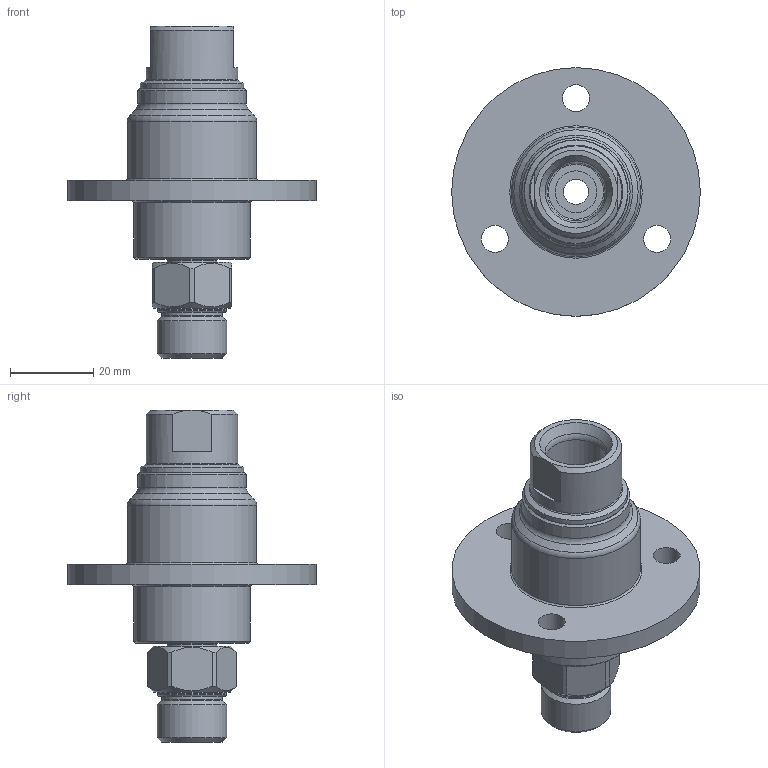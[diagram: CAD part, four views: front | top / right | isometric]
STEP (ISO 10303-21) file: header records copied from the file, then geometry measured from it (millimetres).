
FILE_DESCRIPTION(/* description */ (''),/* implementation_level */ '2;1');
FILE_NAME(/* name */ '38.907.stp',/* time_stamp */ '2024-09-18T11:03:41+02:00',/* author */ ('p.faeh'),/* organization */ (''),/* preprocessor_version */ 'ST-DEVELOPER v20',/* originating_system */ 'Autodesk Inventor 2024',/* authorisation */ '');
FILE_SCHEMA (('AUTOMOTIVE_DESIGN { 1 0 10303 214 3 1 1 }'));
Length unit declared in the file: millimetre
Products named in the file (1): 38.907
Bounding box: 59.7 x 59.7 x 79.7 mm (x, y, z)
Volume: 44230.8 mm3; surface area: 14451.9 mm2
Topology: 2 solids, 2 shells, 77 faces, 180 edges, 117 vertices
Faces by surface type: cylinder 26, plane 24, cone 15, torus 12
Full cylindrical faces by diameter (mm): 6 x1, 6.4 x1, 6.5 x3, 9.2 x1, 10.05 x1, 11.85 x1, 12 x1, 14 x1, 14.6 x1, 14.8 x1, 16.5 x1, 16.66 x1, 22 x1, 24.8 x1, 26 x1, 28 x1, 31 x1, 59.7 x1
Entity records: 2420 total; most frequent: DIRECTION 431, CARTESIAN_POINT 409, ORIENTED_EDGE 360, AXIS2_PLACEMENT_3D 190, EDGE_CURVE 180, VERTEX_POINT 117, CIRCLE 112, EDGE_LOOP 97
